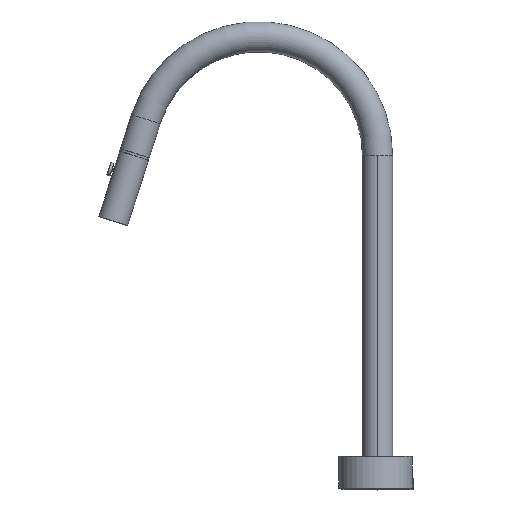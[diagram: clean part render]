
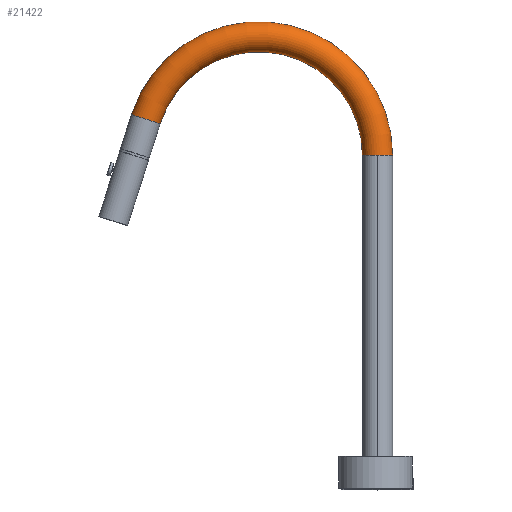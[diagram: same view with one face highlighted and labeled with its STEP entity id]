
A CAD part, top view. The second image highlights one B-rep face of the part: STEP entity #21422.
In plain terms, the highlighted toroidal (fillet/blend) face has major radius 100 mm and minor radius 12.7 mm.
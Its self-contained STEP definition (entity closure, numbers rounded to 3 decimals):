
#1831 = ORIENTED_EDGE ( 'NONE', *, *, #29981, .T. ) ;
#2432 = CARTESIAN_POINT ( 'NONE',  ( -207.315, 376.22, 0. ) ) ;
#2634 = CARTESIAN_POINT ( 'NONE',  ( -100., 341.8, 0. ) ) ;
#2679 = EDGE_CURVE ( 'NONE', #4107, #24337, #6249, .T. ) ;
#4107 = VERTEX_POINT ( 'NONE', #29318 ) ;
#4201 = CARTESIAN_POINT ( 'NONE',  ( -12.7, 341.8, 0. ) ) ;
#4575 = CARTESIAN_POINT ( 'NONE',  ( -195.222, 372.342, 0. ) ) ;
#4584 = AXIS2_PLACEMENT_3D ( 'NONE', #2634, #25298, #8562 ) ;
#5560 = CIRCLE ( 'NONE', #25813, 12.7 ) ;
#6249 = CIRCLE ( 'NONE', #35627, 112.7 ) ;
#8340 = DIRECTION ( 'NONE',  ( 0., 0., 1. ) ) ;
#8380 = CARTESIAN_POINT ( 'NONE',  ( 0., 341.8, 12.7 ) ) ;
#8562 = DIRECTION ( 'NONE',  ( 1., 0., 0. ) ) ;
#9036 = DIRECTION ( 'NONE',  ( 1., 0., 0. ) ) ;
#9119 = AXIS2_PLACEMENT_3D ( 'NONE', #4575, #35508, #21537 ) ;
#9688 = DIRECTION ( 'NONE',  ( 0., 0., 1. ) ) ;
#11036 = DIRECTION ( 'NONE',  ( 0., 1., 0. ) ) ;
#12161 = FACE_OUTER_BOUND ( 'NONE', #28762, .T. ) ;
#14013 = VERTEX_POINT ( 'NONE', #8380 ) ;
#14346 = EDGE_CURVE ( 'NONE', #24337, #22853, #31652, .T. ) ;
#15381 = ORIENTED_EDGE ( 'NONE', *, *, #31623, .F. ) ;
#15426 = DIRECTION ( 'NONE',  ( 0., 1., 0. ) ) ;
#18262 = ORIENTED_EDGE ( 'NONE', *, *, #2679, .T. ) ;
#19279 = DIRECTION ( 'NONE',  ( 0., 0., 1. ) ) ;
#21346 = ORIENTED_EDGE ( 'NONE', *, *, #14346, .T. ) ;
#21422 = ADVANCED_FACE ( 'NONE', ( #12161 ), #28309, .T. ) ;
#21433 = CIRCLE ( 'NONE', #4584, 87.3 ) ;
#21537 = DIRECTION ( 'NONE',  ( -0.952, 0.305, 0. ) ) ;
#22853 = VERTEX_POINT ( 'NONE', #31658 ) ;
#24337 = VERTEX_POINT ( 'NONE', #2432 ) ;
#24351 = ORIENTED_EDGE ( 'NONE', *, *, #29668, .T. ) ;
#24787 = CARTESIAN_POINT ( 'NONE',  ( -100., 341.8, 0. ) ) ;
#25298 = DIRECTION ( 'NONE',  ( 0., 0., 1. ) ) ;
#25434 = AXIS2_PLACEMENT_3D ( 'NONE', #24787, #19279, #9036 ) ;
#25681 = CIRCLE ( 'NONE', #31878, 12.7 ) ;
#25813 = AXIS2_PLACEMENT_3D ( 'NONE', #26412, #15426, #9688 ) ;
#26412 = CARTESIAN_POINT ( 'NONE',  ( 0., 341.8, 0. ) ) ;
#27962 = CARTESIAN_POINT ( 'NONE',  ( 0., 341.8, 0. ) ) ;
#28309 = TOROIDAL_SURFACE ( 'NONE', #25434, 100., 12.7 ) ;
#28762 = EDGE_LOOP ( 'NONE', ( #1831, #18262, #21346, #15381, #24351 ) ) ;
#29318 = CARTESIAN_POINT ( 'NONE',  ( 12.7, 341.8, 0. ) ) ;
#29668 = EDGE_CURVE ( 'NONE', #31452, #14013, #5560, .T. ) ;
#29711 = DIRECTION ( 'NONE',  ( 0., 0., 1. ) ) ;
#29981 = EDGE_CURVE ( 'NONE', #14013, #4107, #25681, .T. ) ;
#30279 = DIRECTION ( 'NONE',  ( 1., 0., 0. ) ) ;
#31452 = VERTEX_POINT ( 'NONE', #4201 ) ;
#31623 = EDGE_CURVE ( 'NONE', #31452, #22853, #21433, .T. ) ;
#31652 = CIRCLE ( 'NONE', #9119, 12.7 ) ;
#31658 = CARTESIAN_POINT ( 'NONE',  ( -183.129, 368.463, 0. ) ) ;
#31878 = AXIS2_PLACEMENT_3D ( 'NONE', #27962, #11036, #8340 ) ;
#35163 = CARTESIAN_POINT ( 'NONE',  ( -100., 341.8, 0. ) ) ;
#35508 = DIRECTION ( 'NONE',  ( 0.305, 0.952, 0. ) ) ;
#35627 = AXIS2_PLACEMENT_3D ( 'NONE', #35163, #29711, #30279 ) ;
